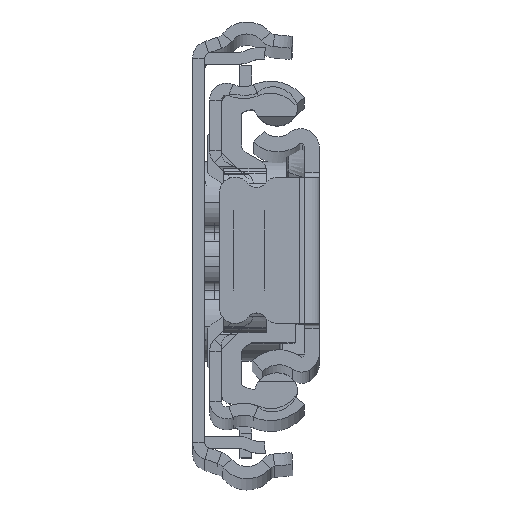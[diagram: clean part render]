
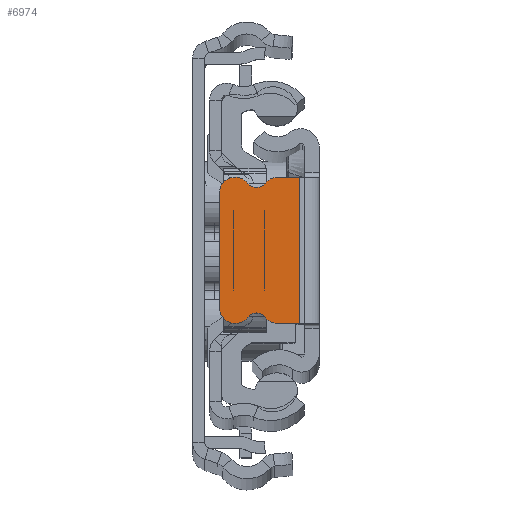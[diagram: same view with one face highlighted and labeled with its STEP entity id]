
A CAD part, top view. The second image highlights one B-rep face of the part: STEP entity #6974.
In plain terms, the highlighted planar face has unit normal (0, 0, 1).
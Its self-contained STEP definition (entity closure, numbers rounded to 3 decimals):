
#181 = VECTOR ( 'NONE', #3123, 1000. ) ;
#537 = ORIENTED_EDGE ( 'NONE', *, *, #12797, .T. ) ;
#628 = EDGE_CURVE ( 'NONE', #15888, #9724, #11311, .T. ) ;
#708 = ORIENTED_EDGE ( 'NONE', *, *, #628, .F. ) ;
#942 = AXIS2_PLACEMENT_3D ( 'NONE', #3647, #21788, #3895 ) ;
#1045 = CARTESIAN_POINT ( 'NONE',  ( 0., -7.3, 0. ) ) ;
#1326 = CIRCLE ( 'NONE', #7154, 1.1 ) ;
#1402 = CARTESIAN_POINT ( 'NONE',  ( -2., -7.3, 0. ) ) ;
#1626 = CARTESIAN_POINT ( 'NONE',  ( -7.167, 6.706, 0. ) ) ;
#1641 = VERTEX_POINT ( 'NONE', #6138 ) ;
#1847 = EDGE_CURVE ( 'NONE', #13614, #15689, #3537, .T. ) ;
#2009 = ORIENTED_EDGE ( 'NONE', *, *, #19275, .T. ) ;
#2165 = DIRECTION ( 'NONE',  ( 0., 0., -1. ) ) ;
#2404 = VERTEX_POINT ( 'NONE', #1626 ) ;
#2557 = CIRCLE ( 'NONE', #9228, 1.5 ) ;
#2624 = VERTEX_POINT ( 'NONE', #23172 ) ;
#2913 = EDGE_CURVE ( 'NONE', #15888, #21106, #18048, .T. ) ;
#3106 = EDGE_CURVE ( 'NONE', #2404, #19554, #18004, .T. ) ;
#3123 = DIRECTION ( 'NONE',  ( 1., 0., 0. ) ) ;
#3537 = LINE ( 'NONE', #25353, #18756 ) ;
#3647 = CARTESIAN_POINT ( 'NONE',  ( -4.218, 5.8, 0. ) ) ;
#3895 = DIRECTION ( 'NONE',  ( -1., 0., 0. ) ) ;
#3930 = CARTESIAN_POINT ( 'NONE',  ( 0., -7.3, 0. ) ) ;
#3931 = EDGE_CURVE ( 'NONE', #2624, #13614, #2557, .T. ) ;
#4164 = EDGE_CURVE ( 'NONE', #8095, #1641, #1326, .T. ) ;
#4202 = CARTESIAN_POINT ( 'NONE',  ( -8.362, -7.3, 0. ) ) ;
#4218 = AXIS2_PLACEMENT_3D ( 'NONE', #16592, #18939, #12666 ) ;
#4452 = CARTESIAN_POINT ( 'NONE',  ( 0., 7.3, 0. ) ) ;
#4699 = DIRECTION ( 'NONE',  ( 0., 0., 1. ) ) ;
#4859 = ORIENTED_EDGE ( 'NONE', *, *, #3106, .T. ) ;
#5467 = DIRECTION ( 'NONE',  ( 0., -1., 0. ) ) ;
#5799 = CARTESIAN_POINT ( 'NONE',  ( 0., 0., 0. ) ) ;
#5849 = AXIS2_PLACEMENT_3D ( 'NONE', #9703, #9840, #23450 ) ;
#5979 = VERTEX_POINT ( 'NONE', #20309 ) ;
#6000 = DIRECTION ( 'NONE',  ( 1., 0., 0. ) ) ;
#6138 = CARTESIAN_POINT ( 'NONE',  ( -7.167, -6.706, 0. ) ) ;
#6204 = VECTOR ( 'NONE', #17341, 1000. ) ;
#6289 = ORIENTED_EDGE ( 'NONE', *, *, #10374, .T. ) ;
#6302 = ORIENTED_EDGE ( 'NONE', *, *, #24609, .T. ) ;
#6652 = CARTESIAN_POINT ( 'NONE',  ( -6.29, -7.37, 0. ) ) ;
#6716 = CARTESIAN_POINT ( 'NONE',  ( -4.218, 7.3, 0. ) ) ;
#6974 = ADVANCED_FACE ( 'NONE', ( #14169 ), #22020, .F. ) ;
#7008 = VERTEX_POINT ( 'NONE', #14304 ) ;
#7154 = AXIS2_PLACEMENT_3D ( 'NONE', #6652, #4699, #20644 ) ;
#7209 = VERTEX_POINT ( 'NONE', #18998 ) ;
#7213 = ORIENTED_EDGE ( 'NONE', *, *, #13889, .T. ) ;
#7983 = DIRECTION ( 'NONE',  ( -1., 0., 0. ) ) ;
#8095 = VERTEX_POINT ( 'NONE', #19734 ) ;
#8265 = CARTESIAN_POINT ( 'NONE',  ( -2., 7.3, 0. ) ) ;
#8324 = EDGE_CURVE ( 'NONE', #7008, #9724, #25220, .T. ) ;
#8499 = CARTESIAN_POINT ( 'NONE',  ( -6.29, 7.37, 0. ) ) ;
#8858 = DIRECTION ( 'NONE',  ( -1., 0., 0. ) ) ;
#9228 = AXIS2_PLACEMENT_3D ( 'NONE', #9328, #15698, #15566 ) ;
#9328 = CARTESIAN_POINT ( 'NONE',  ( -8.5, 5.8, 0. ) ) ;
#9671 = LINE ( 'NONE', #23669, #21273 ) ;
#9703 = CARTESIAN_POINT ( 'NONE',  ( -8.5, -5.8, 0. ) ) ;
#9724 = VERTEX_POINT ( 'NONE', #15641 ) ;
#9840 = DIRECTION ( 'NONE',  ( 0., 0., 1. ) ) ;
#10229 = ORIENTED_EDGE ( 'NONE', *, *, #8324, .T. ) ;
#10374 = EDGE_CURVE ( 'NONE', #16880, #1641, #11775, .T. ) ;
#10658 = ORIENTED_EDGE ( 'NONE', *, *, #4164, .F. ) ;
#11133 = CARTESIAN_POINT ( 'NONE',  ( -8.362, -5.8, 0. ) ) ;
#11311 = LINE ( 'NONE', #1402, #6204 ) ;
#11775 = CIRCLE ( 'NONE', #17218, 1.5 ) ;
#12149 = DIRECTION ( 'NONE',  ( 1., 0., 0. ) ) ;
#12538 = DIRECTION ( 'NONE',  ( 0., 0., 1. ) ) ;
#12666 = DIRECTION ( 'NONE',  ( -1., 0., 0. ) ) ;
#12797 = EDGE_CURVE ( 'NONE', #5979, #16880, #24171, .T. ) ;
#12947 = DIRECTION ( 'NONE',  ( -1., 0., 0. ) ) ;
#13034 = CARTESIAN_POINT ( 'NONE',  ( -4.218, -5.8, 0. ) ) ;
#13470 = DIRECTION ( 'NONE',  ( -1., 0., 0. ) ) ;
#13487 = CIRCLE ( 'NONE', #13902, 1.1 ) ;
#13614 = VERTEX_POINT ( 'NONE', #15978 ) ;
#13889 = EDGE_CURVE ( 'NONE', #19554, #2624, #9671, .T. ) ;
#13902 = AXIS2_PLACEMENT_3D ( 'NONE', #8499, #12538, #12149 ) ;
#14064 = CARTESIAN_POINT ( 'NONE',  ( -8.362, 7.3, 0. ) ) ;
#14169 = FACE_OUTER_BOUND ( 'NONE', #22643, .T. ) ;
#14304 = CARTESIAN_POINT ( 'NONE',  ( -4.218, -7.3, 0. ) ) ;
#15566 = DIRECTION ( 'NONE',  ( -1., 0., 0. ) ) ;
#15641 = CARTESIAN_POINT ( 'NONE',  ( -2., -7.3, 0. ) ) ;
#15653 = ORIENTED_EDGE ( 'NONE', *, *, #2913, .T. ) ;
#15682 = AXIS2_PLACEMENT_3D ( 'NONE', #13034, #24945, #8858 ) ;
#15689 = VERTEX_POINT ( 'NONE', #16649 ) ;
#15698 = DIRECTION ( 'NONE',  ( 0., 0., 1. ) ) ;
#15888 = VERTEX_POINT ( 'NONE', #8265 ) ;
#15978 = CARTESIAN_POINT ( 'NONE',  ( -10., 5.8, 0. ) ) ;
#16592 = CARTESIAN_POINT ( 'NONE',  ( -8.362, 5.8, 0. ) ) ;
#16649 = CARTESIAN_POINT ( 'NONE',  ( -10., -5.8, 0. ) ) ;
#16697 = ORIENTED_EDGE ( 'NONE', *, *, #21274, .T. ) ;
#16880 = VERTEX_POINT ( 'NONE', #4202 ) ;
#17218 = AXIS2_PLACEMENT_3D ( 'NONE', #11133, #24604, #12947 ) ;
#17341 = DIRECTION ( 'NONE',  ( 0., -1., 0. ) ) ;
#18004 = CIRCLE ( 'NONE', #4218, 1.5 ) ;
#18045 = CIRCLE ( 'NONE', #942, 1.5 ) ;
#18048 = LINE ( 'NONE', #4452, #25099 ) ;
#18310 = VECTOR ( 'NONE', #6000, 1000. ) ;
#18551 = ORIENTED_EDGE ( 'NONE', *, *, #3931, .T. ) ;
#18756 = VECTOR ( 'NONE', #5467, 1000. ) ;
#18939 = DIRECTION ( 'NONE',  ( 0., 0., 1. ) ) ;
#18963 = ORIENTED_EDGE ( 'NONE', *, *, #1847, .T. ) ;
#18998 = CARTESIAN_POINT ( 'NONE',  ( -5.413, 6.706, 0. ) ) ;
#19275 = EDGE_CURVE ( 'NONE', #8095, #7008, #23621, .T. ) ;
#19554 = VERTEX_POINT ( 'NONE', #14064 ) ;
#19734 = CARTESIAN_POINT ( 'NONE',  ( -5.413, -6.706, 0. ) ) ;
#20309 = CARTESIAN_POINT ( 'NONE',  ( -8.5, -7.3, 0. ) ) ;
#20644 = DIRECTION ( 'NONE',  ( -1., 0., 0. ) ) ;
#21106 = VERTEX_POINT ( 'NONE', #6716 ) ;
#21273 = VECTOR ( 'NONE', #13470, 1000. ) ;
#21274 = EDGE_CURVE ( 'NONE', #15689, #5979, #22130, .T. ) ;
#21788 = DIRECTION ( 'NONE',  ( 0., 0., 1. ) ) ;
#22020 = PLANE ( 'NONE',  #25255 ) ;
#22130 = CIRCLE ( 'NONE', #5849, 1.5 ) ;
#22643 = EDGE_LOOP ( 'NONE', ( #7213, #18551, #18963, #16697, #537, #6289, #10658, #2009, #10229, #708, #15653, #6302, #23714, #4859 ) ) ;
#23172 = CARTESIAN_POINT ( 'NONE',  ( -8.5, 7.3, 0. ) ) ;
#23450 = DIRECTION ( 'NONE',  ( -1., 0., 0. ) ) ;
#23621 = CIRCLE ( 'NONE', #15682, 1.5 ) ;
#23669 = CARTESIAN_POINT ( 'NONE',  ( 0., 7.3, 0. ) ) ;
#23714 = ORIENTED_EDGE ( 'NONE', *, *, #25299, .F. ) ;
#23865 = DIRECTION ( 'NONE',  ( -1., 0., 0. ) ) ;
#24171 = LINE ( 'NONE', #3930, #18310 ) ;
#24604 = DIRECTION ( 'NONE',  ( 0., 0., 1. ) ) ;
#24609 = EDGE_CURVE ( 'NONE', #21106, #7209, #18045, .T. ) ;
#24945 = DIRECTION ( 'NONE',  ( 0., 0., 1. ) ) ;
#25099 = VECTOR ( 'NONE', #7983, 1000. ) ;
#25220 = LINE ( 'NONE', #1045, #181 ) ;
#25255 = AXIS2_PLACEMENT_3D ( 'NONE', #5799, #2165, #23865 ) ;
#25299 = EDGE_CURVE ( 'NONE', #2404, #7209, #13487, .T. ) ;
#25353 = CARTESIAN_POINT ( 'NONE',  ( -10., 0., 0. ) ) ;
